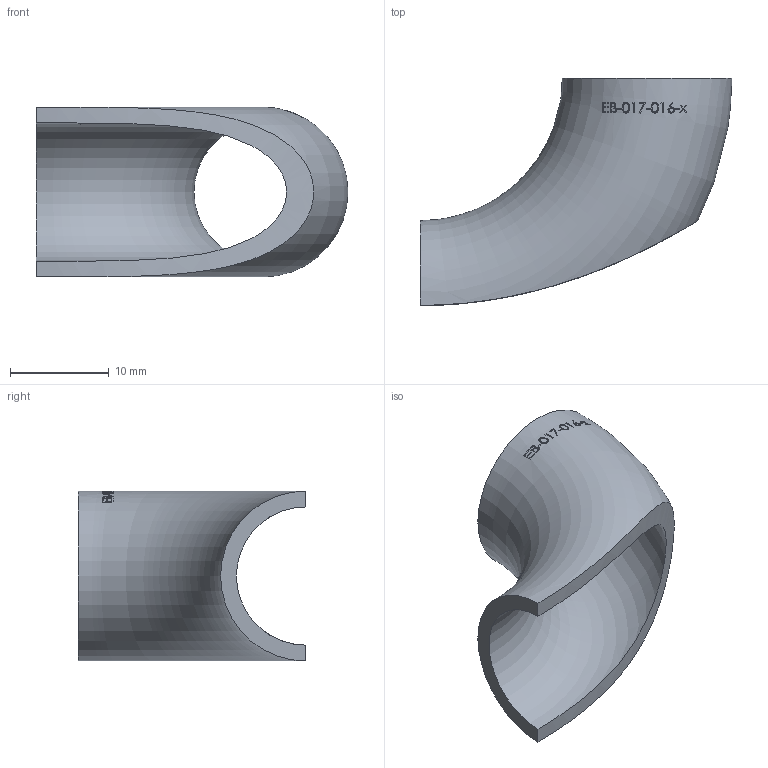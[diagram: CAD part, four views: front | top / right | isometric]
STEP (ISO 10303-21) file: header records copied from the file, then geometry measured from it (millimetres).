
FILE_DESCRIPTION (( 'STEP AP214' ), '1' );
FILE_NAME ('EB-017-016-x Einschweissbogen 1903.STEP', '2019-03-28T08:54:22', ( '' ), ( '' ), 'SwSTEP 2.0', 'SolidWorks 2016', '' );
FILE_SCHEMA (( 'AUTOMOTIVE_DESIGN' ));
Length unit declared in the file: millimetre
Products named in the file (1): EB-017-016-x Einschweissbogen 1903
Bounding box: 31.6 x 23 x 17.21 mm (x, y, z)
Volume: 1908.4 mm3; surface area: 2614.7 mm2
Topology: 1 solids, 1 shells, 124 faces, 326 edges, 220 vertices
Faces by surface type: plane 68, bspline 37, torus 19
Entity records: 7567 total; most frequent: CARTESIAN_POINT 3749, ORIENTED_EDGE 644, EDGE_CURVE 322, DIRECTION 288, VERTEX_POINT 218, B_SPLINE_CURVE_WITH_KNOTS 214, EDGE_LOOP 144, FACE_OUTER_BOUND 126
